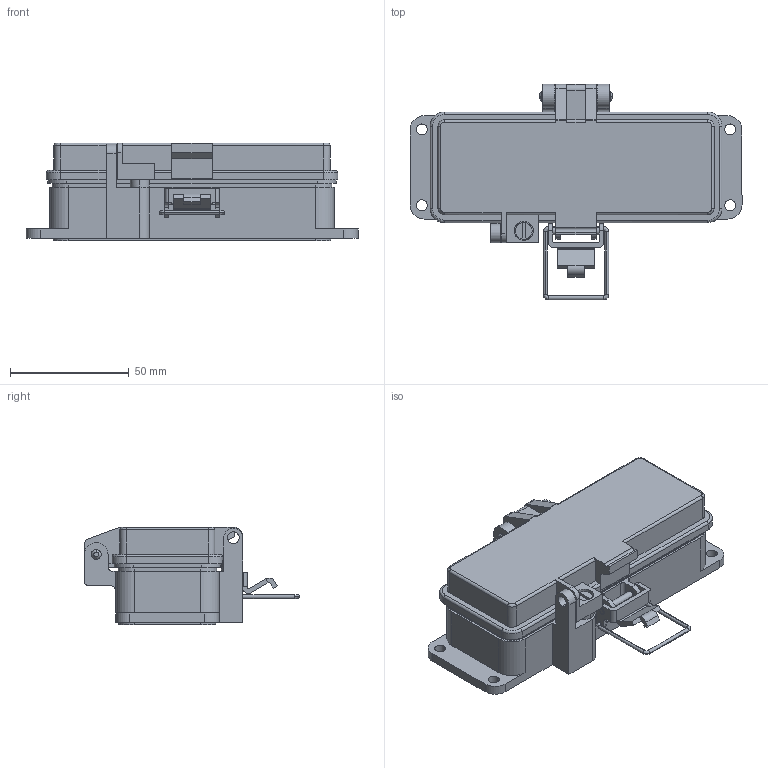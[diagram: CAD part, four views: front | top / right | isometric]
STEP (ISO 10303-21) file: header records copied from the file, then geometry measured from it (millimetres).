
FILE_DESCRIPTION (( 'STEP AP214' ), '1' );
FILE_NAME ('H-X-H4_3D.STEP', '2017-12-15T14:49:27', ( '' ), ( '' ), 'SwSTEP 2.0', 'SolidWorks 2017', '' );
FILE_SCHEMA (( 'AUTOMOTIVE_DESIGN' ));
Length unit declared in the file: inch
Products named in the file (1): H-X-H4_3D
Bounding box: 140 x 90.81 x 41.2 mm (x, y, z)
Volume: 75546.5 mm3; surface area: 53866.7 mm2
Topology: 8 solids, 8 shells, 502 faces, 1374 edges, 909 vertices
Faces by surface type: plane 251, cylinder 227, bspline 16, cone 8
Entity records: 23701 total; most frequent: CARTESIAN_POINT 4895, ORIENTED_EDGE 2748, DIRECTION 2614, EDGE_CURVE 1374, VERTEX_POINT 909, AXIS2_PLACEMENT_3D 876, VECTOR 862, LINE 862
